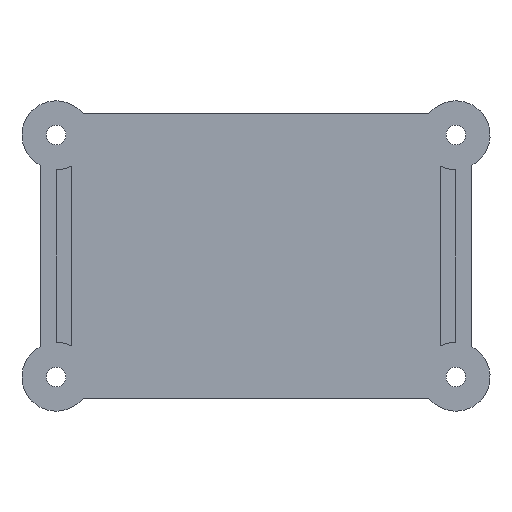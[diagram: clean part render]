
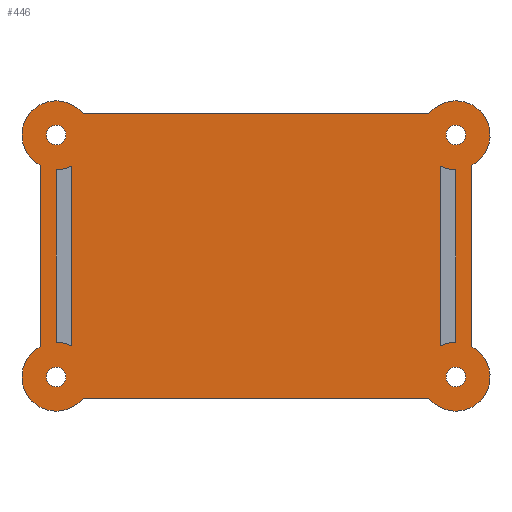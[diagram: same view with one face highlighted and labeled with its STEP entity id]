
A CAD part, front view. The second image highlights one B-rep face of the part: STEP entity #446.
In plain terms, the highlighted planar face has unit normal (0, -1, 0).
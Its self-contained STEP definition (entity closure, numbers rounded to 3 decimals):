
#19=FACE_BOUND('',#113,.T.);
#20=FACE_BOUND('',#114,.T.);
#21=FACE_BOUND('',#115,.T.);
#22=FACE_BOUND('',#116,.T.);
#23=FACE_BOUND('',#117,.T.);
#24=FACE_BOUND('',#118,.T.);
#25=CIRCLE('',#469,6.625);
#27=CIRCLE('',#473,6.625);
#29=CIRCLE('',#478,6.625);
#31=CIRCLE('',#482,6.625);
#33=CIRCLE('',#486,1.875);
#35=CIRCLE('',#489,1.875);
#37=CIRCLE('',#492,1.875);
#39=CIRCLE('',#495,1.875);
#41=CIRCLE('',#499,6.5);
#43=CIRCLE('',#503,6.5);
#45=CIRCLE('',#507,6.5);
#47=CIRCLE('',#511,6.5);
#84=FACE_OUTER_BOUND('',#112,.T.);
#112=EDGE_LOOP('',(#391,#392,#393,#394,#395,#396,#397,#398));
#113=EDGE_LOOP('',(#399,#400,#401,#402));
#114=EDGE_LOOP('',(#403,#404,#405,#406));
#115=EDGE_LOOP('',(#407));
#116=EDGE_LOOP('',(#408));
#117=EDGE_LOOP('',(#409));
#118=EDGE_LOOP('',(#410));
#119=LINE('',#653,#155);
#124=LINE('',#667,#160);
#127=LINE('',#678,#163);
#132=LINE('',#692,#168);
#139=LINE('',#727,#175);
#144=LINE('',#741,#180);
#148=LINE('',#753,#184);
#152=LINE('',#765,#188);
#155=VECTOR('',#519,10.);
#160=VECTOR('',#532,10.);
#163=VECTOR('',#545,10.);
#168=VECTOR('',#558,10.);
#175=VECTOR('',#599,10.);
#180=VECTOR('',#612,10.);
#184=VECTOR('',#624,10.);
#188=VECTOR('',#636,10.);
#191=VERTEX_POINT('',#651);
#192=VERTEX_POINT('',#652);
#195=VERTEX_POINT('',#660);
#197=VERTEX_POINT('',#666);
#199=VERTEX_POINT('',#676);
#200=VERTEX_POINT('',#677);
#203=VERTEX_POINT('',#685);
#205=VERTEX_POINT('',#691);
#207=VERTEX_POINT('',#701);
#209=VERTEX_POINT('',#707);
#211=VERTEX_POINT('',#713);
#213=VERTEX_POINT('',#719);
#215=VERTEX_POINT('',#725);
#216=VERTEX_POINT('',#726);
#219=VERTEX_POINT('',#734);
#221=VERTEX_POINT('',#740);
#223=VERTEX_POINT('',#746);
#225=VERTEX_POINT('',#752);
#227=VERTEX_POINT('',#758);
#229=VERTEX_POINT('',#764);
#231=EDGE_CURVE('',#191,#192,#119,.T.);
#235=EDGE_CURVE('',#192,#195,#25,.T.);
#238=EDGE_CURVE('',#195,#197,#124,.T.);
#241=EDGE_CURVE('',#197,#191,#27,.T.);
#243=EDGE_CURVE('',#199,#200,#127,.T.);
#247=EDGE_CURVE('',#200,#203,#29,.T.);
#250=EDGE_CURVE('',#203,#205,#132,.T.);
#253=EDGE_CURVE('',#205,#199,#31,.T.);
#255=EDGE_CURVE('',#207,#207,#33,.T.);
#258=EDGE_CURVE('',#209,#209,#35,.T.);
#261=EDGE_CURVE('',#211,#211,#37,.T.);
#264=EDGE_CURVE('',#213,#213,#39,.T.);
#267=EDGE_CURVE('',#215,#216,#139,.T.);
#271=EDGE_CURVE('',#219,#215,#41,.T.);
#274=EDGE_CURVE('',#221,#219,#144,.T.);
#277=EDGE_CURVE('',#223,#221,#43,.T.);
#280=EDGE_CURVE('',#225,#223,#148,.T.);
#283=EDGE_CURVE('',#227,#225,#45,.T.);
#286=EDGE_CURVE('',#229,#227,#152,.T.);
#289=EDGE_CURVE('',#216,#229,#47,.T.);
#391=ORIENTED_EDGE('',*,*,#289,.F.);
#392=ORIENTED_EDGE('',*,*,#267,.F.);
#393=ORIENTED_EDGE('',*,*,#271,.F.);
#394=ORIENTED_EDGE('',*,*,#274,.F.);
#395=ORIENTED_EDGE('',*,*,#277,.F.);
#396=ORIENTED_EDGE('',*,*,#280,.F.);
#397=ORIENTED_EDGE('',*,*,#283,.F.);
#398=ORIENTED_EDGE('',*,*,#286,.F.);
#399=ORIENTED_EDGE('',*,*,#231,.T.);
#400=ORIENTED_EDGE('',*,*,#235,.T.);
#401=ORIENTED_EDGE('',*,*,#238,.T.);
#402=ORIENTED_EDGE('',*,*,#241,.T.);
#403=ORIENTED_EDGE('',*,*,#243,.T.);
#404=ORIENTED_EDGE('',*,*,#247,.T.);
#405=ORIENTED_EDGE('',*,*,#250,.T.);
#406=ORIENTED_EDGE('',*,*,#253,.T.);
#407=ORIENTED_EDGE('',*,*,#264,.F.);
#408=ORIENTED_EDGE('',*,*,#261,.F.);
#409=ORIENTED_EDGE('',*,*,#258,.F.);
#410=ORIENTED_EDGE('',*,*,#255,.F.);
#422=PLANE('',#514);
#446=ADVANCED_FACE('',(#84,#19,#20,#21,#22,#23,#24),#422,.F.);
#469=AXIS2_PLACEMENT_3D('',#661,#525,#526);
#473=AXIS2_PLACEMENT_3D('',#672,#537,#538);
#478=AXIS2_PLACEMENT_3D('',#686,#551,#552);
#482=AXIS2_PLACEMENT_3D('',#697,#563,#564);
#486=AXIS2_PLACEMENT_3D('',#702,#571,#572);
#489=AXIS2_PLACEMENT_3D('',#708,#578,#579);
#492=AXIS2_PLACEMENT_3D('',#714,#585,#586);
#495=AXIS2_PLACEMENT_3D('',#720,#592,#593);
#499=AXIS2_PLACEMENT_3D('',#735,#605,#606);
#503=AXIS2_PLACEMENT_3D('',#747,#617,#618);
#507=AXIS2_PLACEMENT_3D('',#759,#629,#630);
#511=AXIS2_PLACEMENT_3D('',#770,#641,#642);
#514=AXIS2_PLACEMENT_3D('',#773,#647,#648);
#519=DIRECTION('',(0.,0.,1.));
#525=DIRECTION('center_axis',(0.,-1.,0.));
#526=DIRECTION('ref_axis',(1.,0.,0.));
#532=DIRECTION('',(0.,0.,-1.));
#537=DIRECTION('center_axis',(0.,-1.,0.));
#538=DIRECTION('ref_axis',(1.,0.,0.));
#545=DIRECTION('',(0.,0.,1.));
#551=DIRECTION('center_axis',(0.,-1.,0.));
#552=DIRECTION('ref_axis',(1.,0.,0.));
#558=DIRECTION('',(0.,0.,-1.));
#563=DIRECTION('center_axis',(0.,-1.,0.));
#564=DIRECTION('ref_axis',(1.,0.,0.));
#571=DIRECTION('center_axis',(0.,-1.,0.));
#572=DIRECTION('ref_axis',(1.,0.,0.));
#578=DIRECTION('center_axis',(0.,-1.,0.));
#579=DIRECTION('ref_axis',(1.,0.,0.));
#585=DIRECTION('center_axis',(0.,-1.,0.));
#586=DIRECTION('ref_axis',(1.,0.,0.));
#592=DIRECTION('center_axis',(0.,-1.,0.));
#593=DIRECTION('ref_axis',(1.,0.,0.));
#599=DIRECTION('',(-1.,0.,0.));
#605=DIRECTION('center_axis',(0.,1.,0.));
#606=DIRECTION('ref_axis',(1.,0.,0.));
#612=DIRECTION('',(0.,0.,-1.));
#617=DIRECTION('center_axis',(0.,1.,0.));
#618=DIRECTION('ref_axis',(1.,0.,0.));
#624=DIRECTION('',(1.,0.,0.));
#629=DIRECTION('center_axis',(0.,1.,0.));
#630=DIRECTION('ref_axis',(1.,0.,0.));
#636=DIRECTION('',(0.,0.,1.));
#641=DIRECTION('center_axis',(0.,1.,0.));
#642=DIRECTION('ref_axis',(1.,0.,0.));
#647=DIRECTION('center_axis',(0.,1.,0.));
#648=DIRECTION('ref_axis',(1.,0.,0.));
#651=CARTESIAN_POINT('',(93.987,0.,-74.38));
#652=CARTESIAN_POINT('',(93.987,0.,-41.63));
#653=CARTESIAN_POINT('',(93.987,0.,-49.818));
#660=CARTESIAN_POINT('',(96.987,0.,-40.912));
#661=CARTESIAN_POINT('Origin',(93.987,0.,-35.005));
#666=CARTESIAN_POINT('',(96.987,0.,-75.099));
#667=CARTESIAN_POINT('',(96.987,0.,-66.552));
#672=CARTESIAN_POINT('Origin',(93.987,0.,-81.005));
#676=CARTESIAN_POINT('',(166.987,0.,-75.099));
#677=CARTESIAN_POINT('',(166.987,0.,-40.912));
#678=CARTESIAN_POINT('',(166.987,0.,-49.459));
#685=CARTESIAN_POINT('',(169.987,0.,-41.63));
#686=CARTESIAN_POINT('Origin',(169.987,0.,-35.005));
#691=CARTESIAN_POINT('',(169.987,0.,-74.38));
#692=CARTESIAN_POINT('',(169.987,0.,-66.193));
#697=CARTESIAN_POINT('Origin',(169.987,0.,-81.005));
#701=CARTESIAN_POINT('',(168.112,0.,-35.005));
#702=CARTESIAN_POINT('Origin',(169.987,0.,-35.005));
#707=CARTESIAN_POINT('',(92.112,0.,-35.005));
#708=CARTESIAN_POINT('Origin',(93.987,0.,-35.005));
#713=CARTESIAN_POINT('',(168.112,0.,-81.005));
#714=CARTESIAN_POINT('Origin',(169.987,0.,-81.005));
#719=CARTESIAN_POINT('',(92.112,0.,-81.005));
#720=CARTESIAN_POINT('Origin',(93.987,0.,-81.005));
#725=CARTESIAN_POINT('',(164.863,0.,-85.005));
#726=CARTESIAN_POINT('',(99.11,0.,-85.005));
#727=CARTESIAN_POINT('',(172.987,0.,-85.005));
#734=CARTESIAN_POINT('',(172.987,0.,-75.239));
#735=CARTESIAN_POINT('Origin',(169.987,0.,-81.005));
#740=CARTESIAN_POINT('',(172.987,0.,-40.772));
#741=CARTESIAN_POINT('',(172.987,0.,-31.005));
#746=CARTESIAN_POINT('',(164.863,0.,-31.005));
#747=CARTESIAN_POINT('Origin',(169.987,0.,-35.005));
#752=CARTESIAN_POINT('',(99.11,0.,-31.005));
#753=CARTESIAN_POINT('',(90.987,0.,-31.005));
#758=CARTESIAN_POINT('',(90.987,0.,-40.772));
#759=CARTESIAN_POINT('Origin',(93.987,0.,-35.005));
#764=CARTESIAN_POINT('',(90.987,0.,-75.239));
#765=CARTESIAN_POINT('',(90.987,0.,-85.005));
#770=CARTESIAN_POINT('Origin',(93.987,0.,-81.005));
#773=CARTESIAN_POINT('Origin',(131.987,0.,-58.005));
